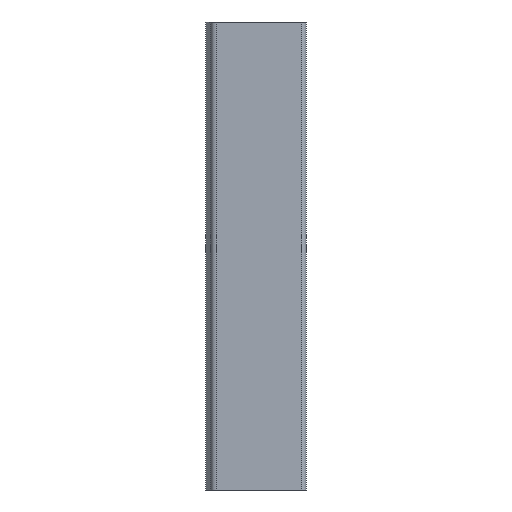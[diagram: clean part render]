
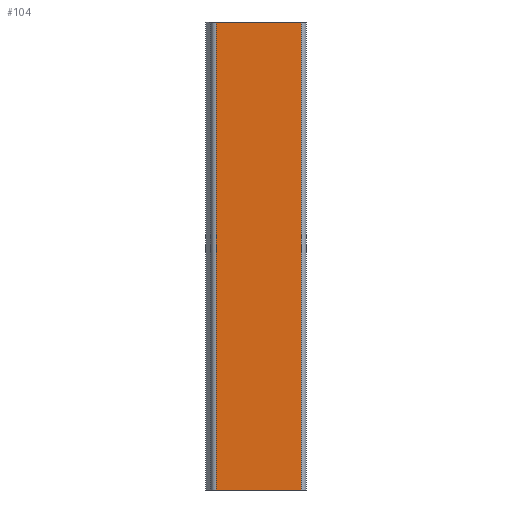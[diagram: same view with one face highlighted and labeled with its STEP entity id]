
A CAD part, front view. The second image highlights one B-rep face of the part: STEP entity #104.
In plain terms, the highlighted planar face has unit normal (0, -1, 0).
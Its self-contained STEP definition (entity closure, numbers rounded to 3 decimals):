
#104=ADVANCED_FACE('',(#154),#123,.T.);
#123=PLANE('',#699);
#154=FACE_OUTER_BOUND('',#186,.T.);
#186=EDGE_LOOP('',(#302,#303,#304,#305));
#302=ORIENTED_EDGE('',*,*,#515,.F.);
#303=ORIENTED_EDGE('',*,*,#514,.F.);
#304=ORIENTED_EDGE('',*,*,#516,.T.);
#305=ORIENTED_EDGE('',*,*,#517,.T.);
#426=VERTEX_POINT('',#1056);
#427=VERTEX_POINT('',#1058);
#428=VERTEX_POINT('',#1062);
#429=VERTEX_POINT('',#1064);
#514=EDGE_CURVE('',#427,#426,#578,.T.);
#515=EDGE_CURVE('',#426,#428,#579,.T.);
#516=EDGE_CURVE('',#427,#429,#580,.T.);
#517=EDGE_CURVE('',#429,#428,#581,.T.);
#578=LINE('',#1059,#640);
#579=LINE('',#1061,#641);
#580=LINE('',#1063,#642);
#581=LINE('',#1065,#643);
#640=VECTOR('',#871,1.);
#641=VECTOR('',#874,1.);
#642=VECTOR('',#875,1.);
#643=VECTOR('',#876,1.);
#699=AXIS2_PLACEMENT_3D('',#1066,#877,#878);
#871=DIRECTION('',(0.,0.,-1.));
#874=DIRECTION('',(-1.,0.,0.));
#875=DIRECTION('',(-1.,0.,0.));
#876=DIRECTION('',(0.,0.,-1.));
#877=DIRECTION('',(0.,-1.,0.));
#878=DIRECTION('',(0.,0.,-1.));
#1056=CARTESIAN_POINT('',(159.101,171.329,0.));
#1058=CARTESIAN_POINT('',(159.101,171.329,100.));
#1059=CARTESIAN_POINT('',(159.101,171.329,100.));
#1061=CARTESIAN_POINT('',(150.,171.329,0.));
#1062=CARTESIAN_POINT('',(140.899,171.329,0.));
#1063=CARTESIAN_POINT('',(159.101,171.329,100.));
#1064=CARTESIAN_POINT('',(140.899,171.329,100.));
#1065=CARTESIAN_POINT('',(140.899,171.329,100.));
#1066=CARTESIAN_POINT('',(150.,171.329,100.));
